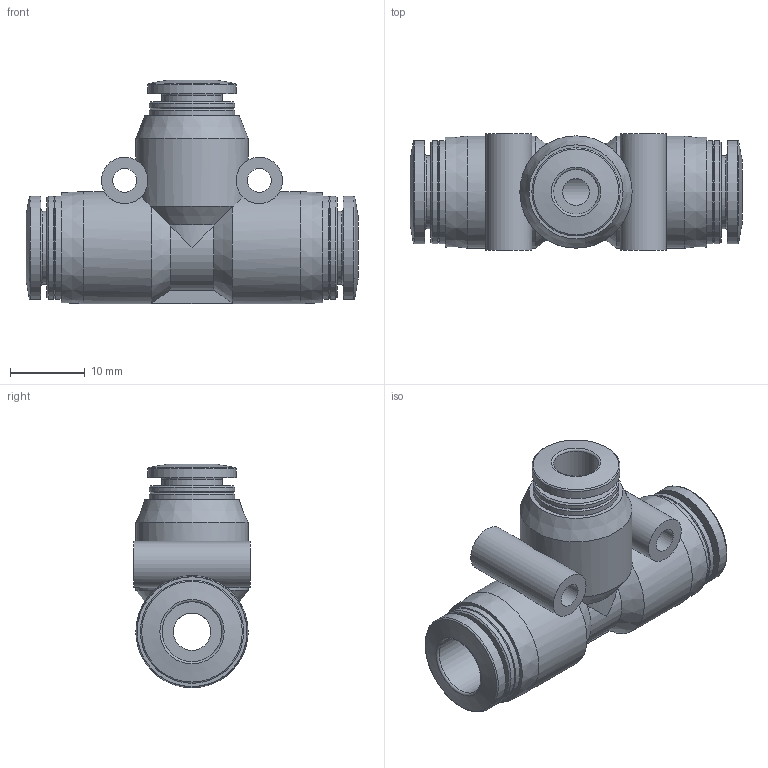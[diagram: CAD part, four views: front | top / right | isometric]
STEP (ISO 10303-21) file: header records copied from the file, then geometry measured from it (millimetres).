
FILE_DESCRIPTION(/* description */ ('STEP AP214'),/* implementation_level */ '2;1');
FILE_NAME(/* name */ '133116_NPQP-T-Q8-Q6-FD-P10',/* time_stamp */ '2024-09-13T07:43:13+02:00',/* author */ ('License CC BY-ND 4.0'),/* organization */ ('CADENAS'),/* preprocessor_version */ 'ST-DEVELOPER v19.3',/* originating_system */ 'PARTsolutions',/* authorisation */ ' ');
FILE_SCHEMA (('AUTOMOTIVE_DESIGN {1 0 10303 214 3 1 1}'));
Length unit declared in the file: millimetre
Products named in the file (1): 133116 NPQP-T-Q8-Q6-FD-P10
Bounding box: 44.4 x 15.6 x 29.9 mm (x, y, z)
Volume: 7393.8 mm3; surface area: 5412.5 mm2
Topology: 1 solids, 1 shells, 75 faces, 155 edges, 94 vertices
Faces by surface type: cylinder 27, cone 21, plane 18, torus 9
Full cylindrical faces by diameter (mm): 3.2 x2, 3.6 x1, 5 x1, 6 x1, 6.2 x2, 8 x2, 8.1 x1, 9.8 x2, 11.5 x2, 11.8 x1, 13.8 x6, 15 x2
Entity records: 1877 total; most frequent: CARTESIAN_POINT 406, DIRECTION 320, ORIENTED_EDGE 214, AXIS2_PLACEMENT_3D 158, EDGE_LOOP 142, FACE_BOUND 142, EDGE_CURVE 107, VERTEX_POINT 93
